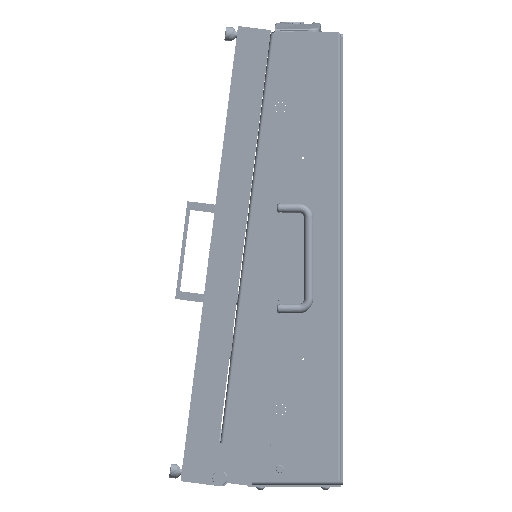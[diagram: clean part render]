
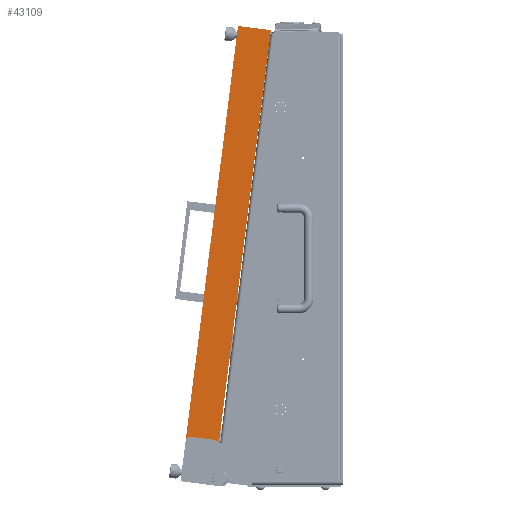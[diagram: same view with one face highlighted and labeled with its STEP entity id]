
A CAD part, left-side view. The second image highlights one B-rep face of the part: STEP entity #43109.
In plain terms, the highlighted planar face has unit normal (-1, 0, 0).
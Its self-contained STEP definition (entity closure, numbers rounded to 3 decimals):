
#8145 = VECTOR ( 'NONE', #177677, 1000. ) ;
#8951 = CARTESIAN_POINT ( 'NONE',  ( -277.5, 28., -183. ) ) ;
#15281 = ORIENTED_EDGE ( 'NONE', *, *, #175137, .F. ) ;
#18359 = PLANE ( 'NONE',  #47843 ) ;
#22778 = VERTEX_POINT ( 'NONE', #156275 ) ;
#27206 = VERTEX_POINT ( 'NONE', #195637 ) ;
#36785 = DIRECTION ( 'NONE',  ( 1., 0., 0. ) ) ;
#43109 = ADVANCED_FACE ( 'NONE', ( #198905 ), #18359, .F. ) ;
#47843 = AXIS2_PLACEMENT_3D ( 'NONE', #165455, #72921, #109630 ) ;
#50803 = EDGE_CURVE ( 'NONE', #67443, #174710, #82770, .T. ) ;
#51195 = VERTEX_POINT ( 'NONE', #8951 ) ;
#56630 = CARTESIAN_POINT ( 'NONE',  ( -277.5, 33., -183. ) ) ;
#56870 = DIRECTION ( 'NONE',  ( 0., 0., -1. ) ) ;
#60466 = VECTOR ( 'NONE', #177699, 1000. ) ;
#61114 = VECTOR ( 'NONE', #167037, 1000. ) ;
#67443 = VERTEX_POINT ( 'NONE', #143152 ) ;
#72921 = DIRECTION ( 'NONE',  ( 1., 0., 0. ) ) ;
#76851 = LINE ( 'NONE', #127824, #202154 ) ;
#77610 = EDGE_CURVE ( 'NONE', #22778, #79525, #195593, .T. ) ;
#79525 = VERTEX_POINT ( 'NONE', #222772 ) ;
#82770 = LINE ( 'NONE', #118311, #8145 ) ;
#98887 = ORIENTED_EDGE ( 'NONE', *, *, #128408, .F. ) ;
#109630 = DIRECTION ( 'NONE',  ( 0., 0., -1. ) ) ;
#110683 = CARTESIAN_POINT ( 'NONE',  ( -277.5, 7., -203. ) ) ;
#111964 = CIRCLE ( 'NONE', #134690, 20. ) ;
#118311 = CARTESIAN_POINT ( 'NONE',  ( -277.5, 0., -228. ) ) ;
#121400 = ORIENTED_EDGE ( 'NONE', *, *, #147264, .T. ) ;
#125540 = CARTESIAN_POINT ( 'NONE',  ( -277.5, 0., 228. ) ) ;
#127824 = CARTESIAN_POINT ( 'NONE',  ( -277.5, 33., 228. ) ) ;
#128408 = EDGE_CURVE ( 'NONE', #27206, #51195, #221769, .T. ) ;
#129104 = AXIS2_PLACEMENT_3D ( 'NONE', #199515, #36785, #56870 ) ;
#134690 = AXIS2_PLACEMENT_3D ( 'NONE', #110683, #167702, #147490 ) ;
#137337 = CARTESIAN_POINT ( 'NONE',  ( -277.5, 33., -228. ) ) ;
#143152 = CARTESIAN_POINT ( 'NONE',  ( -277.5, 0., -184.265 ) ) ;
#143323 = ORIENTED_EDGE ( 'NONE', *, *, #77610, .F. ) ;
#147264 = EDGE_CURVE ( 'NONE', #22778, #51195, #147993, .T. ) ;
#147490 = DIRECTION ( 'NONE',  ( 0., 0., -1. ) ) ;
#147993 = CIRCLE ( 'NONE', #129104, 5. ) ;
#156275 = CARTESIAN_POINT ( 'NONE',  ( -277.5, 33., -188. ) ) ;
#165455 = CARTESIAN_POINT ( 'NONE',  ( -277.5, 33., -228. ) ) ;
#167037 = DIRECTION ( 'NONE',  ( 0., 1., 0. ) ) ;
#167702 = DIRECTION ( 'NONE',  ( -1., 0., 0. ) ) ;
#167873 = EDGE_CURVE ( 'NONE', #79525, #174710, #76851, .T. ) ;
#174710 = VERTEX_POINT ( 'NONE', #125540 ) ;
#175137 = EDGE_CURVE ( 'NONE', #67443, #27206, #111964, .T. ) ;
#177677 = DIRECTION ( 'NONE',  ( 0., 0., 1. ) ) ;
#177699 = DIRECTION ( 'NONE',  ( 0., 0., 1. ) ) ;
#180473 = ORIENTED_EDGE ( 'NONE', *, *, #167873, .F. ) ;
#184903 = DIRECTION ( 'NONE',  ( 0., -1., 0. ) ) ;
#193883 = EDGE_LOOP ( 'NONE', ( #15281, #210680, #180473, #143323, #121400, #98887 ) ) ;
#195593 = LINE ( 'NONE', #137337, #60466 ) ;
#195637 = CARTESIAN_POINT ( 'NONE',  ( -277.5, 7., -183. ) ) ;
#198905 = FACE_OUTER_BOUND ( 'NONE', #193883, .T. ) ;
#199515 = CARTESIAN_POINT ( 'NONE',  ( -277.5, 28., -188. ) ) ;
#202154 = VECTOR ( 'NONE', #184903, 1000. ) ;
#210680 = ORIENTED_EDGE ( 'NONE', *, *, #50803, .T. ) ;
#221769 = LINE ( 'NONE', #56630, #61114 ) ;
#222772 = CARTESIAN_POINT ( 'NONE',  ( -277.5, 33., 228. ) ) ;
